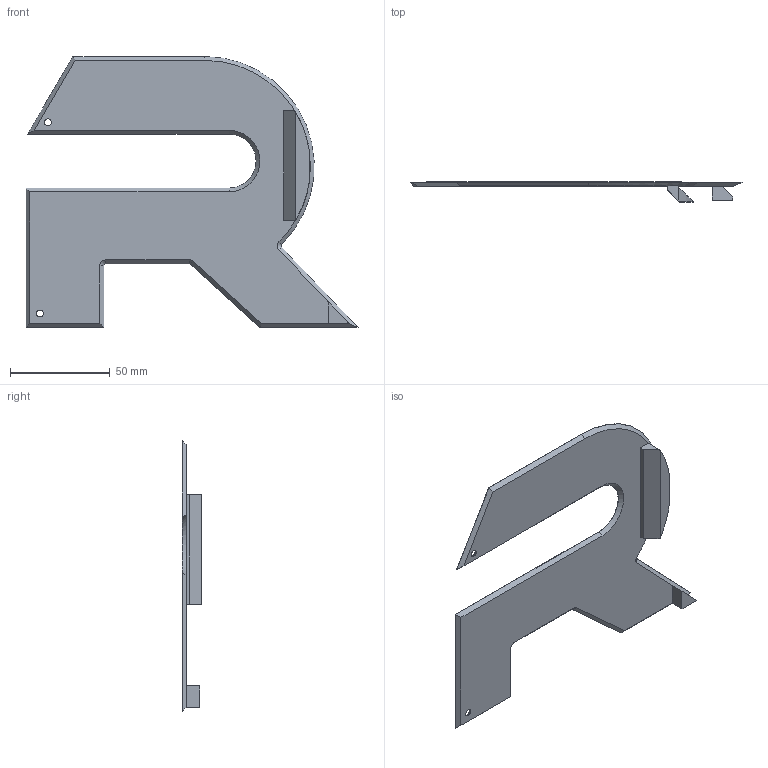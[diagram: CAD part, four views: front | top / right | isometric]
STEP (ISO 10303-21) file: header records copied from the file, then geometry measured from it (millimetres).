
FILE_DESCRIPTION(('FreeCAD Model'),'2;1');
FILE_NAME('Open CASCADE Shape Model','2025-02-08T16:15:19',(''),(''), 'Open CASCADE STEP processor 7.8','FreeCAD','Unknown');
FILE_SCHEMA(('AUTOMOTIVE_DESIGN { 1 0 10303 214 1 1 1 1 }'));
Length unit declared in the file: millimetre
Products named in the file (1): Körper001
Bounding box: 166.67 x 9.99 x 136 mm (x, y, z)
Volume: 28443 mm3; surface area: 29088.6 mm2
Topology: 1 solids, 1 shells, 55 faces, 135 edges, 84 vertices
Faces by surface type: plane 38, cylinder 10, cone 7
Full cylindrical faces by diameter (mm): 3.5 x2
Entity records: 3425 total; most frequent: CARTESIAN_POINT 650, DIRECTION 530, LINE 350, VECTOR 350, ORIENTED_EDGE 270, PCURVE 270, DEFINITIONAL_REPRESENTATION 270, EDGE_CURVE 135
